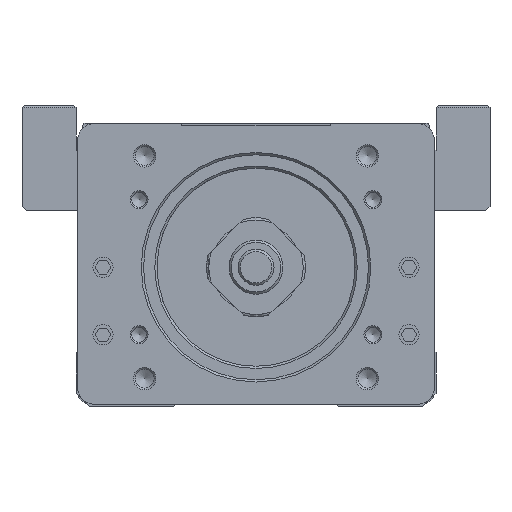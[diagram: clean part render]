
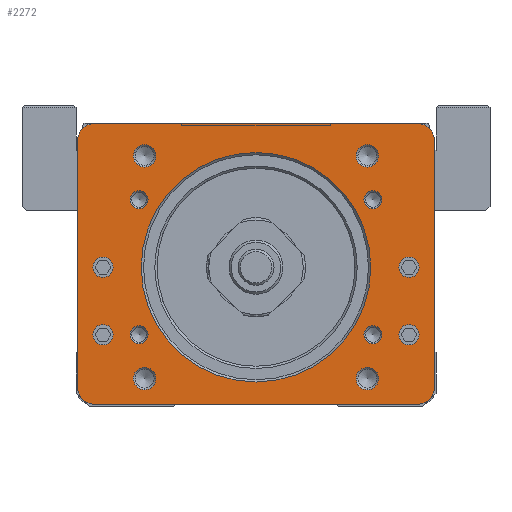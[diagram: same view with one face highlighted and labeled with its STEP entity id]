
A CAD part, front view. The second image highlights one B-rep face of the part: STEP entity #2272.
In plain terms, the highlighted planar face has unit normal (0, -1, 0).
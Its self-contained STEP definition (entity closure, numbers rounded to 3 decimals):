
#1174=FACE_BOUND('',#5669,.T.);
#1175=FACE_BOUND('',#5670,.T.);
#1176=FACE_BOUND('',#5671,.T.);
#1177=FACE_BOUND('',#5672,.T.);
#1178=FACE_BOUND('',#5673,.T.);
#1179=FACE_BOUND('',#5674,.T.);
#1180=FACE_BOUND('',#5675,.T.);
#1181=FACE_BOUND('',#5676,.T.);
#1182=FACE_BOUND('',#5677,.T.);
#1183=FACE_BOUND('',#5678,.T.);
#1184=FACE_BOUND('',#5679,.T.);
#1185=FACE_BOUND('',#5680,.T.);
#1186=FACE_BOUND('',#5681,.T.);
#1187=FACE_BOUND('',#5682,.T.);
#2272=ADVANCED_FACE('',(#1174,#1175,#1176,#1177,#1178,#1179,#1180,#1181,
#1182,#1183,#1184,#1185,#1186,#1187),#3470,.T.);
#3470=PLANE('',#24441);
#5669=EDGE_LOOP('',(#9640));
#5670=EDGE_LOOP('',(#9641));
#5671=EDGE_LOOP('',(#9642));
#5672=EDGE_LOOP('',(#9643));
#5673=EDGE_LOOP('',(#9644));
#5674=EDGE_LOOP('',(#9645));
#5675=EDGE_LOOP('',(#9646));
#5676=EDGE_LOOP('',(#9647));
#5677=EDGE_LOOP('',(#9648));
#5678=EDGE_LOOP('',(#9649));
#5679=EDGE_LOOP('',(#9650));
#5680=EDGE_LOOP('',(#9651));
#5681=EDGE_LOOP('',(#9652));
#5682=EDGE_LOOP('',(#9653,#9654,#9655,#9656,#9657,#9658,#9659,#9660));
#7071=CIRCLE('',#24278,4.);
#7072=CIRCLE('',#24280,4.);
#7073=CIRCLE('',#24282,2.);
#7074=CIRCLE('',#24284,2.);
#7075=CIRCLE('',#24286,2.);
#7076=CIRCLE('',#24288,2.);
#7077=CIRCLE('',#24290,2.5);
#7078=CIRCLE('',#24292,2.5);
#7079=CIRCLE('',#24294,2.5);
#7080=CIRCLE('',#24296,2.5);
#7081=CIRCLE('',#24298,25.5);
#7086=CIRCLE('',#24307,2.25);
#7088=CIRCLE('',#24310,2.25);
#7090=CIRCLE('',#24313,2.25);
#7092=CIRCLE('',#24316,2.25);
#7148=CIRCLE('',#24437,4.);
#7150=CIRCLE('',#24440,4.);
#9640=ORIENTED_EDGE('',*,*,#17076,.T.);
#9641=ORIENTED_EDGE('',*,*,#17075,.T.);
#9642=ORIENTED_EDGE('',*,*,#17074,.T.);
#9643=ORIENTED_EDGE('',*,*,#17073,.T.);
#9644=ORIENTED_EDGE('',*,*,#17072,.T.);
#9645=ORIENTED_EDGE('',*,*,#17071,.T.);
#9646=ORIENTED_EDGE('',*,*,#17070,.T.);
#9647=ORIENTED_EDGE('',*,*,#17069,.T.);
#9648=ORIENTED_EDGE('',*,*,#17068,.T.);
#9649=ORIENTED_EDGE('',*,*,#17088,.T.);
#9650=ORIENTED_EDGE('',*,*,#17086,.T.);
#9651=ORIENTED_EDGE('',*,*,#17084,.T.);
#9652=ORIENTED_EDGE('',*,*,#17082,.T.);
#9653=ORIENTED_EDGE('',*,*,#17227,.T.);
#9654=ORIENTED_EDGE('',*,*,#17230,.T.);
#9655=ORIENTED_EDGE('',*,*,#17231,.T.);
#9656=ORIENTED_EDGE('',*,*,#17187,.T.);
#9657=ORIENTED_EDGE('',*,*,#17066,.T.);
#9658=ORIENTED_EDGE('',*,*,#17130,.T.);
#9659=ORIENTED_EDGE('',*,*,#17063,.T.);
#9660=ORIENTED_EDGE('',*,*,#17180,.T.);
#14606=VERTEX_POINT('',#35353);
#14607=VERTEX_POINT('',#35355);
#14608=VERTEX_POINT('',#35359);
#14609=VERTEX_POINT('',#35361);
#14610=VERTEX_POINT('',#35365);
#14611=VERTEX_POINT('',#35368);
#14612=VERTEX_POINT('',#35371);
#14613=VERTEX_POINT('',#35374);
#14614=VERTEX_POINT('',#35377);
#14615=VERTEX_POINT('',#35380);
#14616=VERTEX_POINT('',#35383);
#14617=VERTEX_POINT('',#35386);
#14618=VERTEX_POINT('',#35389);
#14623=VERTEX_POINT('',#35404);
#14625=VERTEX_POINT('',#35409);
#14627=VERTEX_POINT('',#35414);
#14629=VERTEX_POINT('',#35419);
#14690=VERTEX_POINT('',#35714);
#14695=VERTEX_POINT('',#35728);
#14731=VERTEX_POINT('',#35822);
#14733=VERTEX_POINT('',#35828);
#17063=EDGE_CURVE('',#14607,#14606,#7071,.T.);
#17066=EDGE_CURVE('',#14609,#14608,#7072,.T.);
#17068=EDGE_CURVE('',#14610,#14610,#7073,.T.);
#17069=EDGE_CURVE('',#14611,#14611,#7074,.T.);
#17070=EDGE_CURVE('',#14612,#14612,#7075,.T.);
#17071=EDGE_CURVE('',#14613,#14613,#7076,.T.);
#17072=EDGE_CURVE('',#14614,#14614,#7077,.T.);
#17073=EDGE_CURVE('',#14615,#14615,#7078,.T.);
#17074=EDGE_CURVE('',#14616,#14616,#7079,.T.);
#17075=EDGE_CURVE('',#14617,#14617,#7080,.T.);
#17076=EDGE_CURVE('',#14618,#14618,#7081,.T.);
#17082=EDGE_CURVE('',#14623,#14623,#7086,.T.);
#17084=EDGE_CURVE('',#14625,#14625,#7088,.T.);
#17086=EDGE_CURVE('',#14627,#14627,#7090,.T.);
#17088=EDGE_CURVE('',#14629,#14629,#7092,.T.);
#17130=EDGE_CURVE('',#14608,#14607,#19965,.T.);
#17180=EDGE_CURVE('',#14606,#14690,#19990,.T.);
#17187=EDGE_CURVE('',#14695,#14609,#19997,.T.);
#17227=EDGE_CURVE('',#14690,#14731,#7148,.T.);
#17230=EDGE_CURVE('',#14731,#14733,#20013,.T.);
#17231=EDGE_CURVE('',#14733,#14695,#7150,.T.);
#19965=LINE('',#35564,#22183);
#19990=LINE('',#35715,#22208);
#19997=LINE('',#35727,#22215);
#20013=LINE('',#35827,#22231);
#22183=VECTOR('',#27845,1.);
#22208=VECTOR('',#27964,1.);
#22215=VECTOR('',#27973,1.);
#22231=VECTOR('',#28081,1.);
#24278=AXIS2_PLACEMENT_3D('',#35354,#27684,#27685);
#24280=AXIS2_PLACEMENT_3D('',#35360,#27690,#27691);
#24282=AXIS2_PLACEMENT_3D('',#35364,#27695,#27696);
#24284=AXIS2_PLACEMENT_3D('',#35367,#27699,#27700);
#24286=AXIS2_PLACEMENT_3D('',#35370,#27703,#27704);
#24288=AXIS2_PLACEMENT_3D('',#35373,#27707,#27708);
#24290=AXIS2_PLACEMENT_3D('',#35376,#27711,#27712);
#24292=AXIS2_PLACEMENT_3D('',#35379,#27715,#27716);
#24294=AXIS2_PLACEMENT_3D('',#35382,#27719,#27720);
#24296=AXIS2_PLACEMENT_3D('',#35385,#27723,#27724);
#24298=AXIS2_PLACEMENT_3D('',#35388,#27727,#27728);
#24307=AXIS2_PLACEMENT_3D('',#35403,#27746,#27747);
#24310=AXIS2_PLACEMENT_3D('',#35408,#27752,#27753);
#24313=AXIS2_PLACEMENT_3D('',#35413,#27758,#27759);
#24316=AXIS2_PLACEMENT_3D('',#35418,#27764,#27765);
#24437=AXIS2_PLACEMENT_3D('',#35821,#28074,#28075);
#24440=AXIS2_PLACEMENT_3D('',#35829,#28082,#28083);
#24441=AXIS2_PLACEMENT_3D('',#35830,#28084,#28085);
#27684=DIRECTION('',(0.,-1.,0.));
#27685=DIRECTION('',(1.,0.,0.));
#27690=DIRECTION('',(0.,-1.,0.));
#27691=DIRECTION('',(1.,0.,0.));
#27695=DIRECTION('',(0.,1.,0.));
#27696=DIRECTION('',(0.,0.,-1.));
#27699=DIRECTION('',(0.,1.,0.));
#27700=DIRECTION('',(0.,0.,-1.));
#27703=DIRECTION('',(0.,1.,0.));
#27704=DIRECTION('',(0.,0.,-1.));
#27707=DIRECTION('',(0.,1.,0.));
#27708=DIRECTION('',(0.,0.,-1.));
#27711=DIRECTION('',(0.,1.,0.));
#27712=DIRECTION('',(0.,0.,-1.));
#27715=DIRECTION('',(0.,1.,0.));
#27716=DIRECTION('',(0.,0.,-1.));
#27719=DIRECTION('',(0.,1.,0.));
#27720=DIRECTION('',(0.,0.,-1.));
#27723=DIRECTION('',(0.,1.,0.));
#27724=DIRECTION('',(0.,0.,-1.));
#27727=DIRECTION('',(0.,1.,0.));
#27728=DIRECTION('',(0.,0.,-1.));
#27746=DIRECTION('',(0.,1.,0.));
#27747=DIRECTION('',(0.,0.,-1.));
#27752=DIRECTION('',(0.,1.,0.));
#27753=DIRECTION('',(0.,0.,-1.));
#27758=DIRECTION('',(0.,1.,0.));
#27759=DIRECTION('',(0.,0.,-1.));
#27764=DIRECTION('',(0.,1.,0.));
#27765=DIRECTION('',(0.,0.,-1.));
#27845=DIRECTION('',(-1.,0.,0.));
#27964=DIRECTION('',(0.,0.,-1.));
#27973=DIRECTION('',(0.,0.,1.));
#28074=DIRECTION('',(0.,-1.,0.));
#28075=DIRECTION('',(1.,0.,0.));
#28081=DIRECTION('',(1.,0.,0.));
#28082=DIRECTION('',(0.,-1.,0.));
#28083=DIRECTION('',(1.,0.,0.));
#28084=DIRECTION('',(0.,-1.,0.));
#28085=DIRECTION('',(0.,0.,1.));
#35353=CARTESIAN_POINT('',(-39.7,-243.7,40.));
#35354=CARTESIAN_POINT('',(-35.7,-243.7,40.));
#35355=CARTESIAN_POINT('',(-35.7,-243.7,44.));
#35359=CARTESIAN_POINT('',(35.7,-243.7,44.));
#35360=CARTESIAN_POINT('',(35.7,-243.7,40.));
#35361=CARTESIAN_POINT('',(39.7,-243.7,40.));
#35364=CARTESIAN_POINT('',(-25.981,-243.7,27.));
#35365=CARTESIAN_POINT('',(-25.981,-243.7,25.));
#35367=CARTESIAN_POINT('',(-25.981,-243.7,-3.));
#35368=CARTESIAN_POINT('',(-25.981,-243.7,-5.));
#35370=CARTESIAN_POINT('',(25.981,-243.7,27.));
#35371=CARTESIAN_POINT('',(25.981,-243.7,25.));
#35373=CARTESIAN_POINT('',(25.981,-243.7,-3.));
#35374=CARTESIAN_POINT('',(25.981,-243.7,-5.));
#35376=CARTESIAN_POINT('',(24.749,-243.7,36.749));
#35377=CARTESIAN_POINT('',(24.749,-243.7,34.249));
#35379=CARTESIAN_POINT('',(24.749,-243.7,-12.749));
#35380=CARTESIAN_POINT('',(24.749,-243.7,-15.249));
#35382=CARTESIAN_POINT('',(-24.749,-243.7,-12.749));
#35383=CARTESIAN_POINT('',(-24.749,-243.7,-15.249));
#35385=CARTESIAN_POINT('',(-24.749,-243.7,36.749));
#35386=CARTESIAN_POINT('',(-24.749,-243.7,34.249));
#35388=CARTESIAN_POINT('',(0.,-243.7,12.));
#35389=CARTESIAN_POINT('',(0.,-243.7,-13.5));
#35403=CARTESIAN_POINT('',(34.,-243.7,12.));
#35404=CARTESIAN_POINT('',(34.,-243.7,9.75));
#35408=CARTESIAN_POINT('',(34.,-243.7,-3.));
#35409=CARTESIAN_POINT('',(34.,-243.7,-5.25));
#35413=CARTESIAN_POINT('',(-34.,-243.7,12.));
#35414=CARTESIAN_POINT('',(-34.,-243.7,9.75));
#35418=CARTESIAN_POINT('',(-34.,-243.7,-3.));
#35419=CARTESIAN_POINT('',(-34.,-243.7,-5.25));
#35564=CARTESIAN_POINT('',(35.7,-243.7,44.));
#35714=CARTESIAN_POINT('',(-39.7,-243.7,-14.5));
#35715=CARTESIAN_POINT('',(-39.7,-243.7,40.));
#35727=CARTESIAN_POINT('',(39.7,-243.7,-14.5));
#35728=CARTESIAN_POINT('',(39.7,-243.7,-14.5));
#35821=CARTESIAN_POINT('',(-35.7,-243.7,-14.5));
#35822=CARTESIAN_POINT('',(-35.7,-243.7,-18.5));
#35827=CARTESIAN_POINT('',(-35.7,-243.7,-18.5));
#35828=CARTESIAN_POINT('',(35.7,-243.7,-18.5));
#35829=CARTESIAN_POINT('',(35.7,-243.7,-14.5));
#35830=CARTESIAN_POINT('',(-35.7,-243.7,-14.5));
